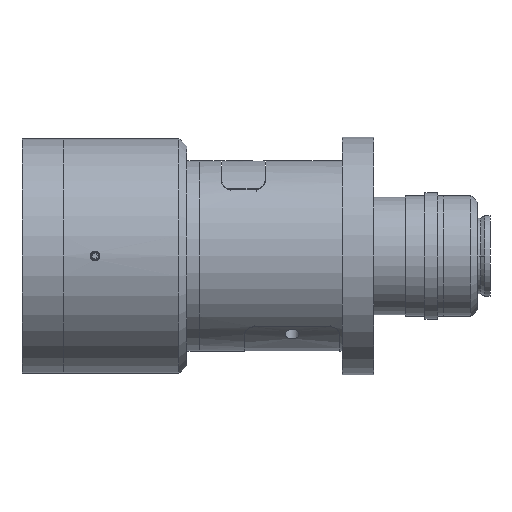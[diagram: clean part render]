
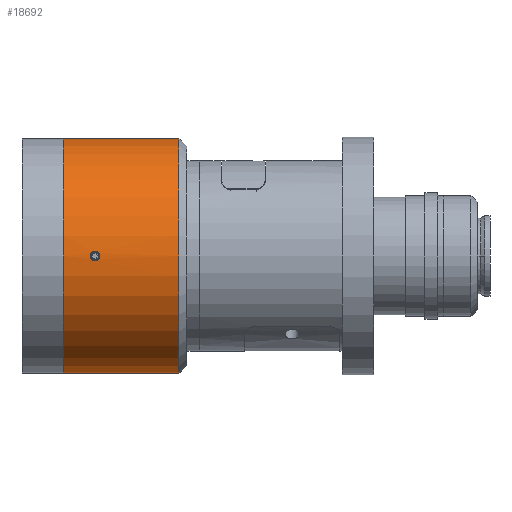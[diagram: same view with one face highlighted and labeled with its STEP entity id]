
A CAD part, front view. The second image highlights one B-rep face of the part: STEP entity #18692.
In plain terms, the highlighted cylindrical face has radius 37 mm (diameter 74 mm), a partial arc.
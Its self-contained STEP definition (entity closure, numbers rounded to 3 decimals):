
#243 = DIRECTION ( 'NONE',  ( -1., 0., 0. ) ) ;
#306 = CARTESIAN_POINT ( 'NONE',  ( 8.783, 36.999, 0.328 ) ) ;
#312 = ORIENTED_EDGE ( 'NONE', *, *, #18211, .T. ) ;
#316 = DIRECTION ( 'NONE',  ( 0., 0., 1. ) ) ;
#722 = CARTESIAN_POINT ( 'NONE',  ( 10., 36.979, -1.25 ) ) ;
#912 = LINE ( 'NONE', #10808, #23834 ) ;
#1756 = CARTESIAN_POINT ( 'NONE',  ( 9.597, 36.981, -1.186 ) ) ;
#2211 = CARTESIAN_POINT ( 'NONE',  ( 36.5, 0., 0. ) ) ;
#2683 = VERTEX_POINT ( 'NONE', #18006 ) ;
#2919 = CARTESIAN_POINT ( 'NONE',  ( 10., 36.979, -1.25 ) ) ;
#3056 = CARTESIAN_POINT ( 'NONE',  ( 11.218, 36.999, 0.326 ) ) ;
#3434 = AXIS2_PLACEMENT_3D ( 'NONE', #20149, #18189, #316 ) ;
#3557 = CARTESIAN_POINT ( 'NONE',  ( 11.085, 36.995, 0.625 ) ) ;
#3570 = CYLINDRICAL_SURFACE ( 'NONE', #20216, 37. ) ;
#3689 = CARTESIAN_POINT ( 'NONE',  ( 8.999, 36.992, -0.767 ) ) ;
#3971 = DIRECTION ( 'NONE',  ( -1., 0., 0. ) ) ;
#4738 = CARTESIAN_POINT ( 'NONE',  ( 10.999, 36.992, -0.769 ) ) ;
#4905 = EDGE_CURVE ( 'NONE', #22608, #16976, #7571, .T. ) ;
#5204 = EDGE_CURVE ( 'NONE', #5810, #16976, #912, .T. ) ;
#5507 = CARTESIAN_POINT ( 'NONE',  ( 10., 36.979, 1.25 ) ) ;
#5516 = FACE_BOUND ( 'NONE', #25722, .T. ) ;
#5810 = VERTEX_POINT ( 'NONE', #21222 ) ;
#5906 = CARTESIAN_POINT ( 'NONE',  ( 9.835, 36.979, 1.25 ) ) ;
#6160 = CARTESIAN_POINT ( 'NONE',  ( 9.001, 36.992, 0.768 ) ) ;
#6220 = CARTESIAN_POINT ( 'NONE',  ( 36.5, 0., 37. ) ) ;
#6294 = CARTESIAN_POINT ( 'NONE',  ( 8.75, 37., -0.163 ) ) ;
#6700 = CARTESIAN_POINT ( 'NONE',  ( 10.163, 36.979, -1.25 ) ) ;
#7077 = CARTESIAN_POINT ( 'NONE',  ( 10.769, 36.987, 0.999 ) ) ;
#7317 = CARTESIAN_POINT ( 'NONE',  ( 11.217, 36.999, -0.328 ) ) ;
#7386 = EDGE_CURVE ( 'NONE', #22974, #22608, #11923, .T. ) ;
#7454 = CARTESIAN_POINT ( 'NONE',  ( 10.165, 36.979, 1.25 ) ) ;
#7571 = CIRCLE ( 'NONE', #3434, 37. ) ;
#7609 = EDGE_CURVE ( 'NONE', #18890, #2683, #20704, .T. ) ;
#7867 = EDGE_CURVE ( 'NONE', #2683, #18890, #22890, .T. ) ;
#8173 = DIRECTION ( 'NONE',  ( 0., 0., 1. ) ) ;
#8225 = CARTESIAN_POINT ( 'NONE',  ( 8.75, 37., 0.164 ) ) ;
#9168 = CARTESIAN_POINT ( 'NONE',  ( 10.63, 36.984, 1.092 ) ) ;
#9561 = CARTESIAN_POINT ( 'NONE',  ( 11.25, 37., -0.166 ) ) ;
#10670 = DIRECTION ( 'NONE',  ( -1., 0., 0. ) ) ;
#10808 = CARTESIAN_POINT ( 'NONE',  ( 0., 0., -37. ) ) ;
#11124 = CARTESIAN_POINT ( 'NONE',  ( 11.25, 37., 0.164 ) ) ;
#11257 = CARTESIAN_POINT ( 'NONE',  ( 10.329, 36.98, 1.217 ) ) ;
#11266 = FACE_OUTER_BOUND ( 'NONE', #24845, .T. ) ;
#11644 = CARTESIAN_POINT ( 'NONE',  ( 9.233, 36.987, -1. ) ) ;
#11791 = CARTESIAN_POINT ( 'NONE',  ( 0., 0., 37. ) ) ;
#11923 = LINE ( 'NONE', #11791, #18026 ) ;
#12690 = CARTESIAN_POINT ( 'NONE',  ( 11.092, 36.995, -0.631 ) ) ;
#12899 = ORIENTED_EDGE ( 'NONE', *, *, #7867, .T. ) ;
#13070 = CARTESIAN_POINT ( 'NONE',  ( 0., 0., -37. ) ) ;
#13337 = CARTESIAN_POINT ( 'NONE',  ( 10.995, 36.992, 0.761 ) ) ;
#13458 = CARTESIAN_POINT ( 'NONE',  ( 11.124, 36.996, 0.553 ) ) ;
#13732 = CARTESIAN_POINT ( 'NONE',  ( 9.836, 36.979, -1.242 ) ) ;
#13986 = CARTESIAN_POINT ( 'NONE',  ( 9.673, 36.98, 1.217 ) ) ;
#14119 = CARTESIAN_POINT ( 'NONE',  ( 8.908, 36.995, 0.629 ) ) ;
#15160 = CARTESIAN_POINT ( 'NONE',  ( 10.942, 36.991, 0.826 ) ) ;
#15301 = DIRECTION ( 'NONE',  ( -1., 0., 0. ) ) ;
#16072 = CARTESIAN_POINT ( 'NONE',  ( 9.37, 36.984, 1.092 ) ) ;
#16213 = CARTESIAN_POINT ( 'NONE',  ( 9.231, 36.987, 0.999 ) ) ;
#16626 = CARTESIAN_POINT ( 'NONE',  ( 10.628, 36.984, -1.093 ) ) ;
#16976 = VERTEX_POINT ( 'NONE', #13070 ) ;
#17551 = ORIENTED_EDGE ( 'NONE', *, *, #4905, .F. ) ;
#17912 = ORIENTED_EDGE ( 'NONE', *, *, #7609, .T. ) ;
#18006 = CARTESIAN_POINT ( 'NONE',  ( 10., 36.979, 1.25 ) ) ;
#18026 = VECTOR ( 'NONE', #3971, 1000. ) ;
#18046 = CARTESIAN_POINT ( 'NONE',  ( 10., 36.979, 1.25 ) ) ;
#18189 = DIRECTION ( 'NONE',  ( -1., 0., 0. ) ) ;
#18211 = EDGE_CURVE ( 'NONE', #22974, #5810, #20606, .T. ) ;
#18470 = ORIENTED_EDGE ( 'NONE', *, *, #5204, .T. ) ;
#18508 = AXIS2_PLACEMENT_3D ( 'NONE', #2211, #243, #8173 ) ;
#18692 = ADVANCED_FACE ( 'NONE', ( #5516, #11266 ), #3570, .T. ) ;
#18890 = VERTEX_POINT ( 'NONE', #2919 ) ;
#19033 = CARTESIAN_POINT ( 'NONE',  ( 0., 0., 37. ) ) ;
#19499 = CARTESIAN_POINT ( 'NONE',  ( 0., 0., 0. ) ) ;
#19623 = CARTESIAN_POINT ( 'NONE',  ( 9.37, 36.984, -1.092 ) ) ;
#20149 = CARTESIAN_POINT ( 'NONE',  ( 0., 0., 0. ) ) ;
#20216 = AXIS2_PLACEMENT_3D ( 'NONE', #19499, #15301, #23287 ) ;
#20268 = CARTESIAN_POINT ( 'NONE',  ( 9.918, 36.979, -1.25 ) ) ;
#20529 = CARTESIAN_POINT ( 'NONE',  ( 10., 36.979, -1.25 ) ) ;
#20606 = CIRCLE ( 'NONE', #18508, 37. ) ;
#20704 = B_SPLINE_CURVE_WITH_KNOTS ( 'NONE', 3,
 ( #722, #6700, #22765, #16626, #24619, #4738, #12690, #7317, #9561, #11124, #3056, #13458, #3557, #13337, #15160, #7077, #9168, #11257, #7454, #5507 ),
 .UNSPECIFIED., .F., .F.,
 ( 4, 2, 2, 2, 2, 2, 2, 2, 2, 4 ),
 ( 0.004, 0.004, 0.005, 0.005, 0.006, 0.006, 0.007, 0.007, 0.007, 0.008 ),
 .UNSPECIFIED. ) ;
#21222 = CARTESIAN_POINT ( 'NONE',  ( 36.5, 0., -37. ) ) ;
#21579 = CARTESIAN_POINT ( 'NONE',  ( 8.908, 36.995, -0.629 ) ) ;
#21834 = CARTESIAN_POINT ( 'NONE',  ( 8.782, 36.999, -0.326 ) ) ;
#22608 = VERTEX_POINT ( 'NONE', #19033 ) ;
#22765 = CARTESIAN_POINT ( 'NONE',  ( 10.328, 36.98, -1.217 ) ) ;
#22890 = B_SPLINE_CURVE_WITH_KNOTS ( 'NONE', 3,
 ( #18046, #5906, #13986, #16072, #16213, #6160, #14119, #306, #8225, #6294, #21834, #21579, #3689, #11644, #19623, #1756, #23672, #13732, #20268, #20529 ),
 .UNSPECIFIED., .F., .F.,
 ( 4, 2, 2, 2, 2, 2, 2, 2, 2, 4 ),
 ( 0., 0., 0.001, 0.001, 0.002, 0.002, 0.003, 0.003, 0.004, 0.004 ),
 .UNSPECIFIED. ) ;
#22974 = VERTEX_POINT ( 'NONE', #6220 ) ;
#23236 = ORIENTED_EDGE ( 'NONE', *, *, #7386, .F. ) ;
#23287 = DIRECTION ( 'NONE',  ( 0., 0., 1. ) ) ;
#23672 = CARTESIAN_POINT ( 'NONE',  ( 9.675, 36.98, -1.21 ) ) ;
#23834 = VECTOR ( 'NONE', #10670, 1000. ) ;
#24619 = CARTESIAN_POINT ( 'NONE',  ( 10.768, 36.987, -1. ) ) ;
#24845 = EDGE_LOOP ( 'NONE', ( #312, #18470, #17551, #23236 ) ) ;
#25722 = EDGE_LOOP ( 'NONE', ( #12899, #17912 ) ) ;
